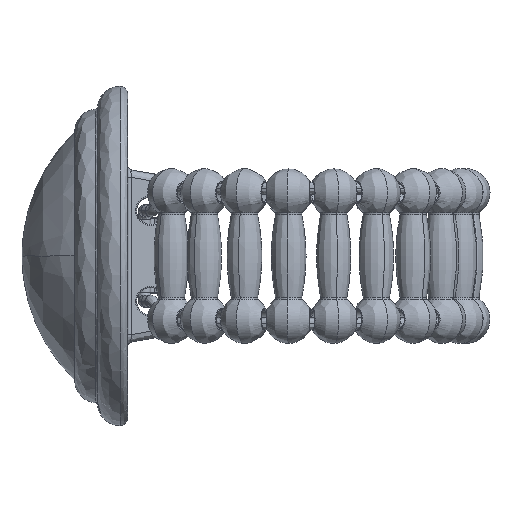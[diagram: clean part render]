
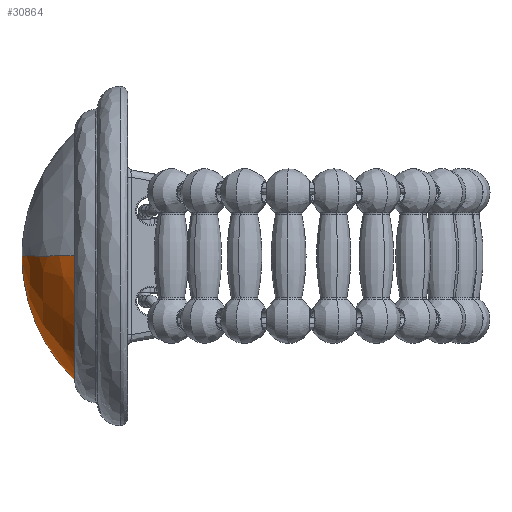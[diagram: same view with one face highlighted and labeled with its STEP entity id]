
A CAD part, left-side view. The second image highlights one B-rep face of the part: STEP entity #30864.
In plain terms, the highlighted free-form (B-spline) face has degree [3, 3] with [7, 7] control points.
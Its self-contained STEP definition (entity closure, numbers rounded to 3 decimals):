
#30501 = EDGE_CURVE('',#30502,#30504,#30506,.T.);
#30502 = VERTEX_POINT('',#30503);
#30503 = CARTESIAN_POINT('',(0.,20.347,
    -11.148));
#30504 = VERTEX_POINT('',#30505);
#30505 = CARTESIAN_POINT('',(0.,25.041,0.));
#30506 = B_SPLINE_CURVE_WITH_KNOTS('',3,(#30507,#30508,#30509,#30510,
    #30511,#30512,#30513),.UNSPECIFIED.,.F.,.F.,(4,1,1,1,4),(0.,
    0.245,0.497,0.748,1.),.UNSPECIFIED.);
#30507 = CARTESIAN_POINT('',(0.,20.347,
    -11.148));
#30508 = CARTESIAN_POINT('',(0.,21.072,
    -10.439));
#30509 = CARTESIAN_POINT('',(0.,22.403,
    -8.858));
#30510 = CARTESIAN_POINT('',(0.,23.9,
    -6.127));
#30511 = CARTESIAN_POINT('',(0.,24.831,
    -3.126));
#30512 = CARTESIAN_POINT('',(0.,25.041,-1.042));
#30513 = CARTESIAN_POINT('',(0.,25.041,0.));
#30760 = VERTEX_POINT('',#30761);
#30761 = CARTESIAN_POINT('',(-8.123,20.335,
    0.));
#30767 = EDGE_CURVE('',#30502,#30760,#30768,.T.);
#30768 = B_SPLINE_CURVE_WITH_KNOTS('',3,(#30769,#30770,#30771,#30772,
    #30773,#30774,#30775,#30776,#30777,#30778,#30779,#30780,#30781,
    #30782,#30783,#30784,#30785,#30786),.UNSPECIFIED.,.F.,.F.,(4,1,1,1,1
    ,1,1,1,1,1,1,1,1,1,1,4),(0.,0.067,0.133,0.2,
    0.267,0.333,0.4,0.467,0.533,0.6,
    0.667,0.733,0.8,0.867,0.933,1.),
  .UNSPECIFIED.);
#30769 = CARTESIAN_POINT('',(0.,20.347,
    -11.148));
#30770 = CARTESIAN_POINT('',(-0.252,20.347,
    -11.148));
#30771 = CARTESIAN_POINT('',(-0.763,20.346,
    -11.114));
#30772 = CARTESIAN_POINT('',(-1.508,20.346,
    -10.972));
#30773 = CARTESIAN_POINT('',(-2.34,20.346,
    -10.697));
#30774 = CARTESIAN_POINT('',(-3.18,20.346,
    -10.281));
#30775 = CARTESIAN_POINT('',(-4.021,20.344,
    -9.713));
#30776 = CARTESIAN_POINT('',(-4.842,20.343,
    -8.982));
#30777 = CARTESIAN_POINT('',(-5.634,20.343,
    -8.07));
#30778 = CARTESIAN_POINT('',(-6.377,20.34,
    -6.956));
#30779 = CARTESIAN_POINT('',(-6.998,20.338,
    -5.716));
#30780 = CARTESIAN_POINT('',(-7.444,20.338,
    -4.513));
#30781 = CARTESIAN_POINT('',(-7.74,20.336,
    -3.434));
#30782 = CARTESIAN_POINT('',(-7.934,20.335,
    -2.448));
#30783 = CARTESIAN_POINT('',(-8.052,20.334,
    -1.549));
#30784 = CARTESIAN_POINT('',(-8.112,20.334,
    -0.734));
#30785 = CARTESIAN_POINT('',(-8.123,20.335,
    -0.236));
#30786 = CARTESIAN_POINT('',(-8.123,20.335,
    0.));
#30864 = ADVANCED_FACE('',(#30865),#30879,.F.);
#30865 = FACE_BOUND('',#30866,.F.);
#30866 = EDGE_LOOP('',(#30867,#30868,#30869));
#30867 = ORIENTED_EDGE('',*,*,#30767,.F.);
#30868 = ORIENTED_EDGE('',*,*,#30501,.T.);
#30869 = ORIENTED_EDGE('',*,*,#30870,.F.);
#30870 = EDGE_CURVE('',#30760,#30504,#30871,.T.);
#30871 = B_SPLINE_CURVE_WITH_KNOTS('',3,(#30872,#30873,#30874,#30875,
    #30876,#30877,#30878),.UNSPECIFIED.,.F.,.F.,(4,1,1,1,4),(0.,
    0.246,0.497,0.749,1.),.UNSPECIFIED.);
#30872 = CARTESIAN_POINT('',(-8.123,20.335,
    0.));
#30873 = CARTESIAN_POINT('',(-7.722,21.034,
    0.));
#30874 = CARTESIAN_POINT('',(-6.728,22.342,
    0.));
#30875 = CARTESIAN_POINT('',(-4.773,23.86,
    0.));
#30876 = CARTESIAN_POINT('',(-2.472,24.822,
    0.));
#30877 = CARTESIAN_POINT('',(-0.824,25.041,0.));
#30878 = CARTESIAN_POINT('',(0.,25.041,0.));
#30879 = B_SPLINE_SURFACE_WITH_KNOTS('',3,3,(
    (#30880,#30881,#30882,#30883,#30884,#30885,#30886)
    ,(#30887,#30888,#30889,#30890,#30891,#30892,#30893)
    ,(#30894,#30895,#30896,#30897,#30898,#30899,#30900)
    ,(#30901,#30902,#30903,#30904,#30905,#30906,#30907)
    ,(#30908,#30909,#30910,#30911,#30912,#30913,#30914)
    ,(#30915,#30916,#30917,#30918,#30919,#30920,#30921)
    ,(#30922,#30923,#30924,#30925,#30926,#30927,#30928
  )),.UNSPECIFIED.,.F.,.F.,.F.,(4,1,1,1,4),(4,1,1,1,4),(
    -0.009,0.25,0.5,0.75,1.012),(
    -0.004,0.25,0.5,0.75,1.),.UNSPECIFIED.);
#30880 = CARTESIAN_POINT('',(-8.168,20.252,
    0.153));
#30881 = CARTESIAN_POINT('',(-7.76,20.982,
    0.142));
#30882 = CARTESIAN_POINT('',(-6.755,22.32,
    0.119));
#30883 = CARTESIAN_POINT('',(-4.777,23.857,
    0.081));
#30884 = CARTESIAN_POINT('',(-2.475,24.822,
    0.041));
#30885 = CARTESIAN_POINT('',(-0.825,25.041,
    0.014));
#30886 = CARTESIAN_POINT('',(0.,25.041,0.));
#30887 = CARTESIAN_POINT('',(-8.184,20.251,
    -1.37));
#30888 = CARTESIAN_POINT('',(-7.768,20.994,
    -1.27));
#30889 = CARTESIAN_POINT('',(-6.74,22.352,
    -1.063));
#30890 = CARTESIAN_POINT('',(-4.737,23.886,
    -0.723));
#30891 = CARTESIAN_POINT('',(-2.442,24.829,
    -0.366));
#30892 = CARTESIAN_POINT('',(-0.814,25.041,
    -0.122));
#30893 = CARTESIAN_POINT('',(0.,25.041,0.));
#30894 = CARTESIAN_POINT('',(-7.766,20.251,
    -4.371));
#30895 = CARTESIAN_POINT('',(-7.355,21.013,
    -4.061));
#30896 = CARTESIAN_POINT('',(-6.347,22.399,
    -3.4));
#30897 = CARTESIAN_POINT('',(-4.422,23.926,
    -2.312));
#30898 = CARTESIAN_POINT('',(-2.264,24.839,
    -1.169));
#30899 = CARTESIAN_POINT('',(-0.755,25.041,
    -0.39));
#30900 = CARTESIAN_POINT('',(0.,25.041,0.));
#30901 = CARTESIAN_POINT('',(-5.929,20.25,
    -8.157));
#30902 = CARTESIAN_POINT('',(-5.596,21.029,
    -7.594));
#30903 = CARTESIAN_POINT('',(-4.801,22.431,
    -6.374));
#30904 = CARTESIAN_POINT('',(-3.325,23.949,
    -4.339));
#30905 = CARTESIAN_POINT('',(-1.696,24.845,
    -2.195));
#30906 = CARTESIAN_POINT('',(-0.565,25.041,
    -0.732));
#30907 = CARTESIAN_POINT('',(0.,25.041,0.));
#30908 = CARTESIAN_POINT('',(-3.166,20.25,
    -10.696));
#30909 = CARTESIAN_POINT('',(-2.976,21.031,
    -9.977));
#30910 = CARTESIAN_POINT('',(-2.541,22.425,
    -8.403));
#30911 = CARTESIAN_POINT('',(-1.757,23.939,
    -5.74));
#30912 = CARTESIAN_POINT('',(-0.896,24.842,
    -2.91));
#30913 = CARTESIAN_POINT('',(-0.299,25.041,
    -0.97));
#30914 = CARTESIAN_POINT('',(0.,25.041,0.));
#30915 = CARTESIAN_POINT('',(-0.969,20.25,
    -11.268));
#30916 = CARTESIAN_POINT('',(-0.908,21.021,
    -10.527));
#30917 = CARTESIAN_POINT('',(-0.773,22.398,
    -8.897));
#30918 = CARTESIAN_POINT('',(-0.536,23.914,
    -6.108));
#30919 = CARTESIAN_POINT('',(-0.274,24.835,
    -3.109));
#30920 = CARTESIAN_POINT('',(-0.091,25.041,
    -1.036));
#30921 = CARTESIAN_POINT('',(0.,25.041,0.));
#30922 = CARTESIAN_POINT('',(0.152,20.251,
    -11.239));
#30923 = CARTESIAN_POINT('',(0.142,21.013,
    -10.507));
#30924 = CARTESIAN_POINT('',(0.121,22.379,
    -8.899));
#30925 = CARTESIAN_POINT('',(0.084,23.898,
    -6.131));
#30926 = CARTESIAN_POINT('',(0.043,24.831,
    -3.13));
#30927 = CARTESIAN_POINT('',(0.014,25.041,
    -1.043));
#30928 = CARTESIAN_POINT('',(0.,25.041,0.));
